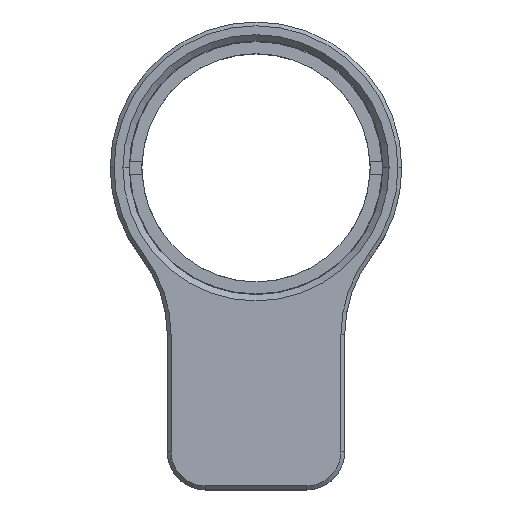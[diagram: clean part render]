
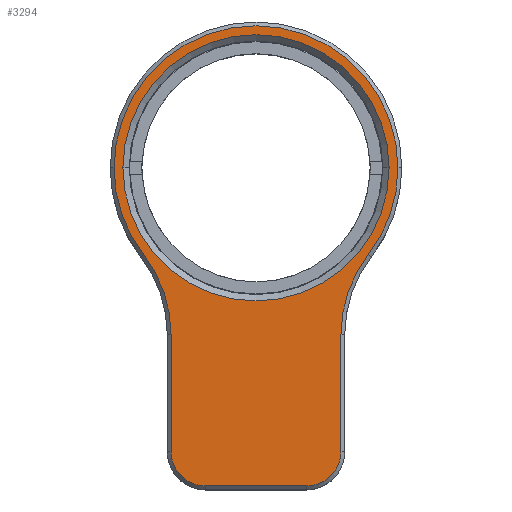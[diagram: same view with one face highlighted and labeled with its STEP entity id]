
A CAD part, top view. The second image highlights one B-rep face of the part: STEP entity #3294.
In plain terms, the highlighted planar face has unit normal (0, 0, 1).
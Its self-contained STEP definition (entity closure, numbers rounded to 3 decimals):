
#22 = CARTESIAN_POINT ( 'NONE',  ( 3.665, 20.442, 5.25 ) ) ;
#35 = VERTEX_POINT ( 'NONE', #3299 ) ;
#111 = CARTESIAN_POINT ( 'NONE',  ( -3.035, -1.958, 5.25 ) ) ;
#147 = VERTEX_POINT ( 'NONE', #1008 ) ;
#152 = VERTEX_POINT ( 'NONE', #828 ) ;
#205 = ORIENTED_EDGE ( 'NONE', *, *, #4023, .T. ) ;
#251 = CARTESIAN_POINT ( 'NONE',  ( 12.52, 13.586, 5.25 ) ) ;
#256 = DIRECTION ( 'NONE',  ( 0., 0., 1. ) ) ;
#269 = EDGE_CURVE ( 'NONE', #2431, #152, #911, .T. ) ;
#418 = CARTESIAN_POINT ( 'NONE',  ( -13.335, 7.28, 5.25 ) ) ;
#465 = EDGE_CURVE ( 'NONE', #2523, #35, #2525, .T. ) ;
#485 = CARTESIAN_POINT ( 'NONE',  ( 14.865, 20.442, 5.25 ) ) ;
#520 = ORIENTED_EDGE ( 'NONE', *, *, #749, .T. ) ;
#526 = ORIENTED_EDGE ( 'NONE', *, *, #1835, .T. ) ;
#549 = DIRECTION ( 'NONE',  ( 1., 0., 0. ) ) ;
#564 = DIRECTION ( 'NONE',  ( 1., 0., 0. ) ) ;
#616 = AXIS2_PLACEMENT_3D ( 'NONE', #2760, #2076, #804 ) ;
#646 = AXIS2_PLACEMENT_3D ( 'NONE', #418, #2637, #736 ) ;
#676 = AXIS2_PLACEMENT_3D ( 'NONE', #2142, #256, #2469 ) ;
#736 = DIRECTION ( 'NONE',  ( 1., 0., 0. ) ) ;
#749 = EDGE_CURVE ( 'NONE', #787, #1248, #1447, .T. ) ;
#772 = CIRCLE ( 'NONE', #3103, 11.2 ) ;
#787 = VERTEX_POINT ( 'NONE', #251 ) ;
#804 = DIRECTION ( 'NONE',  ( 1., 0., 0. ) ) ;
#810 = LINE ( 'NONE', #3738, #3949 ) ;
#825 = CIRCLE ( 'NONE', #676, 2.7 ) ;
#827 = ORIENTED_EDGE ( 'NONE', *, *, #1304, .T. ) ;
#828 = CARTESIAN_POINT ( 'NONE',  ( -5.191, 13.586, 5.25 ) ) ;
#911 = CIRCLE ( 'NONE', #3814, 11.2 ) ;
#916 = CARTESIAN_POINT ( 'NONE',  ( 3.665, 20.442, 5.25 ) ) ;
#959 = CIRCLE ( 'NONE', #3677, 10.5 ) ;
#1008 = CARTESIAN_POINT ( 'NONE',  ( -6.835, 20.442, 5.25 ) ) ;
#1044 = DIRECTION ( 'NONE',  ( 0., 0., 1. ) ) ;
#1072 = CIRCLE ( 'NONE', #3029, 2.7 ) ;
#1095 = EDGE_CURVE ( 'NONE', #1524, #2993, #810, .T. ) ;
#1118 = AXIS2_PLACEMENT_3D ( 'NONE', #2808, #1220, #564 ) ;
#1157 = ORIENTED_EDGE ( 'NONE', *, *, #465, .T. ) ;
#1185 = CARTESIAN_POINT ( 'NONE',  ( -0.335, -4.658, 5.25 ) ) ;
#1212 = CARTESIAN_POINT ( 'NONE',  ( -7.535, 20.442, 5.25 ) ) ;
#1220 = DIRECTION ( 'NONE',  ( 0., 0., -1. ) ) ;
#1227 = DIRECTION ( 'NONE',  ( 1., 0., 0. ) ) ;
#1233 = DIRECTION ( 'NONE',  ( 0., 1., 0. ) ) ;
#1248 = VERTEX_POINT ( 'NONE', #485 ) ;
#1304 = EDGE_CURVE ( 'NONE', #147, #2468, #959, .T. ) ;
#1376 = EDGE_CURVE ( 'NONE', #2993, #787, #2136, .T. ) ;
#1447 = CIRCLE ( 'NONE', #1973, 11.2 ) ;
#1461 = CARTESIAN_POINT ( 'NONE',  ( 3.665, 20.442, 5.25 ) ) ;
#1524 = VERTEX_POINT ( 'NONE', #1643 ) ;
#1565 = CARTESIAN_POINT ( 'NONE',  ( -3.035, 7.28, 5.25 ) ) ;
#1579 = EDGE_LOOP ( 'NONE', ( #526, #827 ) ) ;
#1604 = CARTESIAN_POINT ( 'NONE',  ( -0.335, -1.958, 5.25 ) ) ;
#1643 = CARTESIAN_POINT ( 'NONE',  ( 10.365, -1.958, 5.25 ) ) ;
#1647 = CIRCLE ( 'NONE', #646, 10.3 ) ;
#1653 = CARTESIAN_POINT ( 'NONE',  ( 7.665, -4.658, 5.25 ) ) ;
#1684 = VECTOR ( 'NONE', #3355, 1000. ) ;
#1835 = EDGE_CURVE ( 'NONE', #2468, #147, #2390, .T. ) ;
#1870 = EDGE_CURVE ( 'NONE', #2375, #2216, #3670, .T. ) ;
#1907 = EDGE_LOOP ( 'NONE', ( #3763, #3496, #3521, #3956, #520, #205, #2013, #3340, #1157, #4058 ) ) ;
#1912 = DIRECTION ( 'NONE',  ( 1., 0., 0. ) ) ;
#1973 = AXIS2_PLACEMENT_3D ( 'NONE', #2868, #1044, #549 ) ;
#1988 = FACE_OUTER_BOUND ( 'NONE', #1907, .T. ) ;
#2013 = ORIENTED_EDGE ( 'NONE', *, *, #269, .T. ) ;
#2056 = PLANE ( 'NONE',  #3200 ) ;
#2068 = DIRECTION ( 'NONE',  ( 1., 0., 0. ) ) ;
#2076 = DIRECTION ( 'NONE',  ( 0., 0., -1. ) ) ;
#2087 = DIRECTION ( 'NONE',  ( 1., 0., 0. ) ) ;
#2136 = CIRCLE ( 'NONE', #616, 10.3 ) ;
#2142 = CARTESIAN_POINT ( 'NONE',  ( 7.665, -1.958, 5.25 ) ) ;
#2150 = DIRECTION ( 'NONE',  ( 1., 0., 0. ) ) ;
#2216 = VERTEX_POINT ( 'NONE', #1653 ) ;
#2375 = VERTEX_POINT ( 'NONE', #1185 ) ;
#2390 = CIRCLE ( 'NONE', #1118, 10.5 ) ;
#2405 = EDGE_CURVE ( 'NONE', #2216, #1524, #825, .T. ) ;
#2431 = VERTEX_POINT ( 'NONE', #1212 ) ;
#2468 = VERTEX_POINT ( 'NONE', #3448 ) ;
#2469 = DIRECTION ( 'NONE',  ( 1., 0., 0. ) ) ;
#2523 = VERTEX_POINT ( 'NONE', #1565 ) ;
#2525 = LINE ( 'NONE', #111, #1684 ) ;
#2597 = EDGE_CURVE ( 'NONE', #35, #2375, #1072, .T. ) ;
#2637 = DIRECTION ( 'NONE',  ( 0., 0., -1. ) ) ;
#2760 = CARTESIAN_POINT ( 'NONE',  ( 20.665, 7.28, 5.25 ) ) ;
#2808 = CARTESIAN_POINT ( 'NONE',  ( 3.665, 20.442, 5.25 ) ) ;
#2833 = VECTOR ( 'NONE', #2150, 1000. ) ;
#2868 = CARTESIAN_POINT ( 'NONE',  ( 3.665, 20.442, 5.25 ) ) ;
#2993 = VERTEX_POINT ( 'NONE', #3100 ) ;
#3029 = AXIS2_PLACEMENT_3D ( 'NONE', #1604, #3797, #1912 ) ;
#3100 = CARTESIAN_POINT ( 'NONE',  ( 10.365, 7.28, 5.25 ) ) ;
#3103 = AXIS2_PLACEMENT_3D ( 'NONE', #916, #3123, #1227 ) ;
#3120 = DIRECTION ( 'NONE',  ( 0., 0., -1. ) ) ;
#3123 = DIRECTION ( 'NONE',  ( 0., 0., 1. ) ) ;
#3164 = EDGE_CURVE ( 'NONE', #152, #2523, #1647, .T. ) ;
#3200 = AXIS2_PLACEMENT_3D ( 'NONE', #3338, #3940, #2068 ) ;
#3268 = DIRECTION ( 'NONE',  ( 1., 0., 0. ) ) ;
#3294 = ADVANCED_FACE ( 'NONE', ( #3574, #1988 ), #2056, .T. ) ;
#3299 = CARTESIAN_POINT ( 'NONE',  ( -3.035, -1.958, 5.25 ) ) ;
#3338 = CARTESIAN_POINT ( 'NONE',  ( 20.665, 7.28, 5.25 ) ) ;
#3340 = ORIENTED_EDGE ( 'NONE', *, *, #3164, .T. ) ;
#3355 = DIRECTION ( 'NONE',  ( 0., -1., 0. ) ) ;
#3448 = CARTESIAN_POINT ( 'NONE',  ( 14.165, 20.442, 5.25 ) ) ;
#3496 = ORIENTED_EDGE ( 'NONE', *, *, #2405, .T. ) ;
#3521 = ORIENTED_EDGE ( 'NONE', *, *, #1095, .T. ) ;
#3574 = FACE_BOUND ( 'NONE', #1579, .T. ) ;
#3670 = LINE ( 'NONE', #4024, #2833 ) ;
#3677 = AXIS2_PLACEMENT_3D ( 'NONE', #1461, #3120, #2087 ) ;
#3738 = CARTESIAN_POINT ( 'NONE',  ( 10.365, 7.28, 5.25 ) ) ;
#3763 = ORIENTED_EDGE ( 'NONE', *, *, #1870, .T. ) ;
#3790 = DIRECTION ( 'NONE',  ( 0., 0., 1. ) ) ;
#3797 = DIRECTION ( 'NONE',  ( 0., 0., 1. ) ) ;
#3814 = AXIS2_PLACEMENT_3D ( 'NONE', #22, #3790, #3268 ) ;
#3940 = DIRECTION ( 'NONE',  ( 0., 0., 1. ) ) ;
#3949 = VECTOR ( 'NONE', #1233, 1000. ) ;
#3956 = ORIENTED_EDGE ( 'NONE', *, *, #1376, .T. ) ;
#4023 = EDGE_CURVE ( 'NONE', #1248, #2431, #772, .T. ) ;
#4024 = CARTESIAN_POINT ( 'NONE',  ( 7.665, -4.658, 5.25 ) ) ;
#4058 = ORIENTED_EDGE ( 'NONE', *, *, #2597, .T. ) ;
